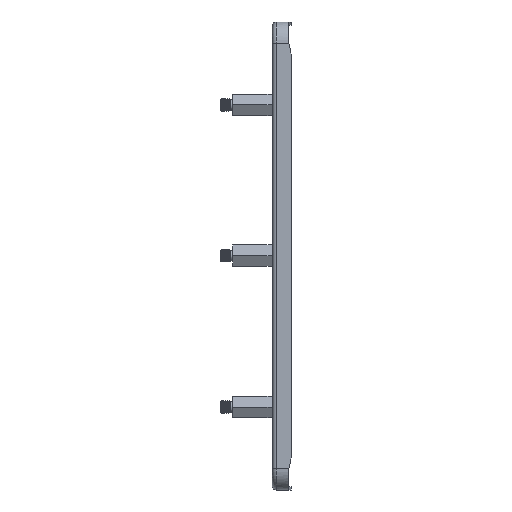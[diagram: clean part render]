
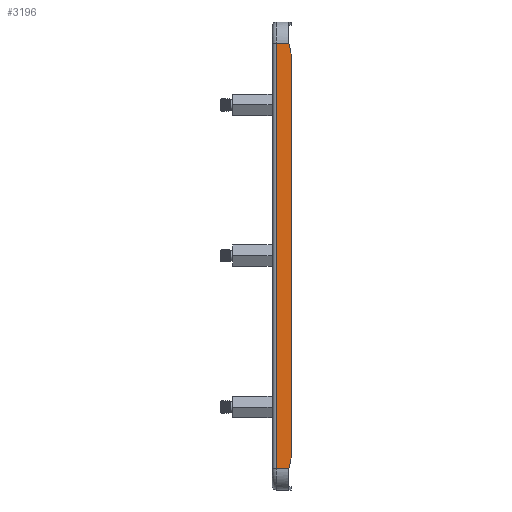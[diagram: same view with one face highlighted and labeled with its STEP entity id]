
A CAD part, left-side view. The second image highlights one B-rep face of the part: STEP entity #3196.
In plain terms, the highlighted planar face has unit normal (-1, 0, 0).
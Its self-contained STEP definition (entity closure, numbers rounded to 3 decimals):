
#38=CARTESIAN_POINT('',(-55.,0.55,50.));
#40=DIRECTION('',(0.,1.,0.));
#41=VECTOR('',#40,2.95);
#42=CARTESIAN_POINT('',(-55.,0.55,50.));
#43=LINE('',#42,#41);
#352=DIRECTION('',(0.,0.,-1.));
#353=VECTOR('',#352,100.);
#354=CARTESIAN_POINT('',(-55.,3.5,50.));
#355=LINE('',#354,#353);
#394=DIRECTION('',(0.,-0.194,-0.981));
#395=VECTOR('',#394,2.832);
#396=CARTESIAN_POINT('',(-55.,0.55,50.));
#397=LINE('',#396,#395);
#402=DIRECTION('',(0.,-0.194,0.981));
#403=VECTOR('',#402,2.832);
#404=CARTESIAN_POINT('',(-55.,0.55,-50.));
#405=LINE('',#404,#403);
#410=DIRECTION('',(0.,0.,1.));
#411=VECTOR('',#410,94.444);
#412=CARTESIAN_POINT('',(-55.,0.,-47.222));
#413=LINE('',#412,#411);
#716=DIRECTION('',(0.,-1.,0.));
#717=VECTOR('',#716,2.95);
#718=CARTESIAN_POINT('',(-55.,3.5,-50.));
#719=LINE('',#718,#717);
#2150=VERTEX_POINT('',#38);
#2151=CARTESIAN_POINT('',(-55.,3.5,50.));
#2152=VERTEX_POINT('',#2151);
#2289=CARTESIAN_POINT('',(-55.,3.5,-50.));
#2290=VERTEX_POINT('',#2289);
#2291=CARTESIAN_POINT('',(-55.,0.55,-50.));
#2292=CARTESIAN_POINT('',(-55.,0.,-47.222));
#2293=VERTEX_POINT('',#2291);
#2294=VERTEX_POINT('',#2292);
#2295=CARTESIAN_POINT('',(-55.,0.,47.222));
#2296=VERTEX_POINT('',#2295);
#3179=CARTESIAN_POINT('',(-55.,0.,-55.));
#3180=DIRECTION('',(-1.,0.,0.));
#3181=DIRECTION('',(0.,0.,1.));
#3182=AXIS2_PLACEMENT_3D('',#3179,#3180,#3181);
#3183=PLANE('',#3182);
#3185=ORIENTED_EDGE('',*,*,#3184,.F.);
#3187=ORIENTED_EDGE('',*,*,#3186,.F.);
#3188=ORIENTED_EDGE('',*,*,#3135,.F.);
#3189=ORIENTED_EDGE('',*,*,#2804,.F.);
#3191=ORIENTED_EDGE('',*,*,#3190,.T.);
#3193=ORIENTED_EDGE('',*,*,#3192,.F.);
#3194=EDGE_LOOP('',(#3185,#3187,#3188,#3189,#3191,#3193));
#3195=FACE_OUTER_BOUND('',#3194,.F.);
#3196=ADVANCED_FACE('',(#3195),#3183,.T.);
#2804=EDGE_CURVE('',#2150,#2152,#43,.T.);
#3135=EDGE_CURVE('',#2152,#2290,#355,.T.);
#3184=EDGE_CURVE('',#2293,#2294,#405,.T.);
#3186=EDGE_CURVE('',#2290,#2293,#719,.T.);
#3190=EDGE_CURVE('',#2150,#2296,#397,.T.);
#3192=EDGE_CURVE('',#2294,#2296,#413,.T.);
